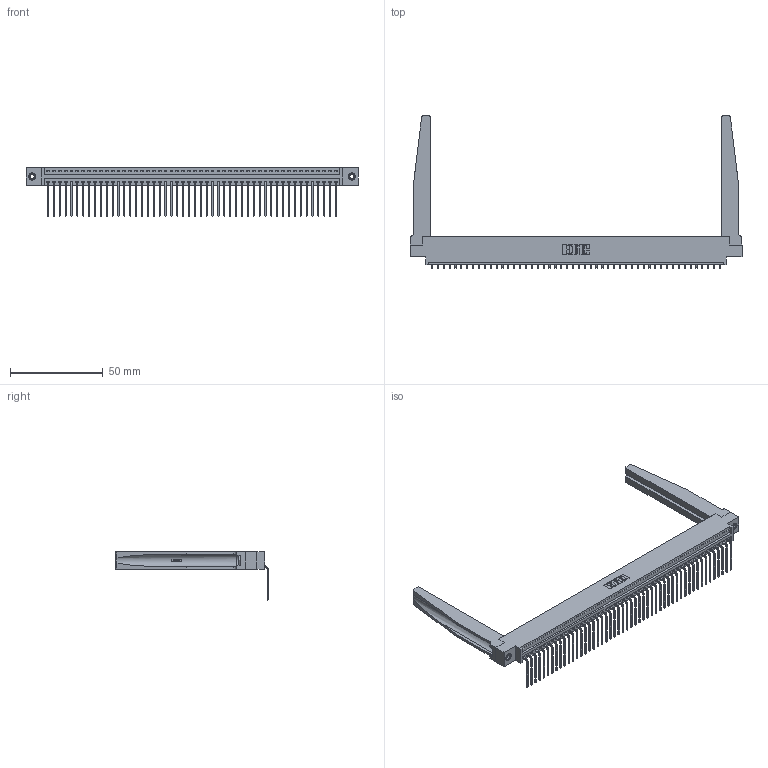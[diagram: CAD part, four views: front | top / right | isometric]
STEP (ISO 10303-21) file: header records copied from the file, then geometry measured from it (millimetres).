
FILE_DESCRIPTION (( 'STEP AP203' ), '1' );
FILE_NAME ('346-050-559-678.STEP', '2022-05-10T04:26:38', ( '' ), ( '' ), 'SwSTEP 2.0', 'SolidWorks 2020', '' );
FILE_SCHEMA (( 'CONFIG_CONTROL_DESIGN' ));
Length unit declared in the file: inch
Products named in the file (5): 345-292-001_558 559 Tail - 1; 346 Part_0.170 Offset - 0.156 Dia-TH; 346-050-559-678; 346-220-078_345-220-078; 345-250-001_345-250-001-102
Assembly tree (55 placements, depth 2):
  346-050-559-678
    346 Part_0.170 Offset - 0.156 Dia-TH
    345-292-001_558 559 Tail - 1  x50
    346-220-078_345-220-078  x2
    345-250-001_345-250-001-102  x2
Bounding box: 179.32 x 82.36 x 26.16 mm (x, y, z)
Volume: 24123.1 mm3; surface area: 29328.5 mm2
Topology: 55 solids, 55 shells, 3374 faces, 10085 edges, 6646 vertices
Faces by surface type: plane 2336, cylinder 986, bspline 36, cone 12, torus 4
Entity records: 35334 total; most frequent: CARTESIAN_POINT 6971, ORIENTED_EDGE 5842, DIRECTION 5123, EDGE_CURVE 2921, VECTOR 2495, LINE 2495, VERTEX_POINT 1940, AXIS2_PLACEMENT_3D 1314
